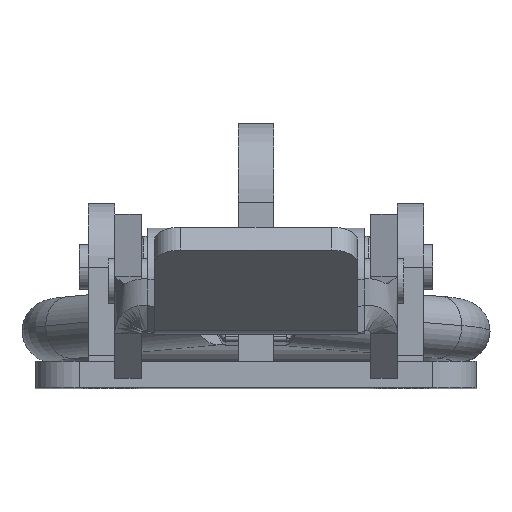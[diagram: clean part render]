
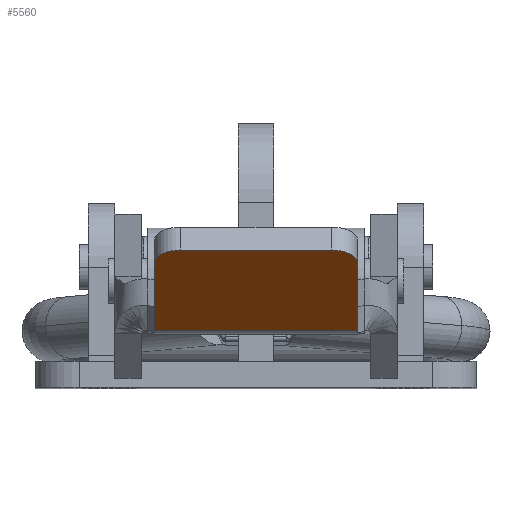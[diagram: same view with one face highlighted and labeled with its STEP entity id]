
A CAD part, top view. The second image highlights one B-rep face of the part: STEP entity #5560.
In plain terms, the highlighted face is planar.
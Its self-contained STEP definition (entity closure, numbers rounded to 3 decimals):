
#182 = CARTESIAN_POINT ( 'NONE',  ( 11.5, -12.617, -2.872 ) ) ;
#252 = LINE ( 'NONE', #3464, #5090 ) ;
#273 = EDGE_CURVE ( 'NONE', #3172, #1039, #2155, .T. ) ;
#342 = CARTESIAN_POINT ( 'NONE',  ( 8.5, -12.617, -2.872 ) ) ;
#456 = VERTEX_POINT ( 'NONE', #597 ) ;
#597 = CARTESIAN_POINT ( 'NONE',  ( 11.5, -0.874, -16.866 ) ) ;
#677 = DIRECTION ( 'NONE',  ( -1., 0., 0. ) ) ;
#981 = ORIENTED_EDGE ( 'NONE', *, *, #273, .T. ) ;
#1028 = DIRECTION ( 'NONE',  ( 0., 0.643, -0.766 ) ) ;
#1039 = VERTEX_POINT ( 'NONE', #4691 ) ;
#1094 = EDGE_CURVE ( 'NONE', #1039, #456, #2113, .T. ) ;
#1163 = CARTESIAN_POINT ( 'NONE',  ( -8.5, -10.688, -5.17 ) ) ;
#1195 = VERTEX_POINT ( 'NONE', #2161 ) ;
#1283 = EDGE_CURVE ( 'NONE', #2842, #3172, #5857, .T. ) ;
#1430 = EDGE_CURVE ( 'NONE', #5933, #1195, #5013, .T. ) ;
#2002 = CARTESIAN_POINT ( 'NONE',  ( 11.5, -12.617, -2.872 ) ) ;
#2113 = LINE ( 'NONE', #182, #5263 ) ;
#2155 = CIRCLE ( 'NONE', #4257, 3. ) ;
#2161 = CARTESIAN_POINT ( 'NONE',  ( -11.5, -10.688, -5.17 ) ) ;
#2842 = VERTEX_POINT ( 'NONE', #2855 ) ;
#2855 = CARTESIAN_POINT ( 'NONE',  ( -8.5, -12.617, -2.872 ) ) ;
#2928 = DIRECTION ( 'NONE',  ( 1., 0., 0. ) ) ;
#2937 = ORIENTED_EDGE ( 'NONE', *, *, #5150, .T. ) ;
#3172 = VERTEX_POINT ( 'NONE', #342 ) ;
#3464 = CARTESIAN_POINT ( 'NONE',  ( 23.201, -0.874, -16.866 ) ) ;
#3798 = EDGE_LOOP ( 'NONE', ( #5250, #2937, #4181, #981, #6112, #5888 ) ) ;
#3807 = AXIS2_PLACEMENT_3D ( 'NONE', #4102, #4022, #4008 ) ;
#4008 = DIRECTION ( 'NONE',  ( 0., 0.643, -0.766 ) ) ;
#4022 = DIRECTION ( 'NONE',  ( 0., -0.766, -0.643 ) ) ;
#4102 = CARTESIAN_POINT ( 'NONE',  ( 23.201, 61.947, -91.733 ) ) ;
#4181 = ORIENTED_EDGE ( 'NONE', *, *, #1283, .T. ) ;
#4257 = AXIS2_PLACEMENT_3D ( 'NONE', #6044, #6071, #6000 ) ;
#4367 = PLANE ( 'NONE',  #3807 ) ;
#4496 = DIRECTION ( 'NONE',  ( 0., 0.766, 0.643 ) ) ;
#4691 = CARTESIAN_POINT ( 'NONE',  ( 11.5, -10.688, -5.17 ) ) ;
#4763 = AXIS2_PLACEMENT_3D ( 'NONE', #1163, #4496, #5677 ) ;
#4932 = CARTESIAN_POINT ( 'NONE',  ( -11.5, -0.874, -16.866 ) ) ;
#5013 = LINE ( 'NONE', #5899, #5213 ) ;
#5088 = DIRECTION ( 'NONE',  ( 0., -0.643, 0.766 ) ) ;
#5090 = VECTOR ( 'NONE', #677, 1000. ) ;
#5150 = EDGE_CURVE ( 'NONE', #1195, #2842, #5487, .T. ) ;
#5213 = VECTOR ( 'NONE', #5088, 1000. ) ;
#5250 = ORIENTED_EDGE ( 'NONE', *, *, #1430, .T. ) ;
#5263 = VECTOR ( 'NONE', #1028, 1000. ) ;
#5409 = FACE_OUTER_BOUND ( 'NONE', #3798, .T. ) ;
#5487 = CIRCLE ( 'NONE', #4763, 3. ) ;
#5554 = VECTOR ( 'NONE', #2928, 1000. ) ;
#5560 = ADVANCED_FACE ( 'NONE', ( #5409 ), #4367, .F. ) ;
#5583 = EDGE_CURVE ( 'NONE', #456, #5933, #252, .T. ) ;
#5677 = DIRECTION ( 'NONE',  ( 0., 0.643, -0.766 ) ) ;
#5857 = LINE ( 'NONE', #2002, #5554 ) ;
#5888 = ORIENTED_EDGE ( 'NONE', *, *, #5583, .T. ) ;
#5899 = CARTESIAN_POINT ( 'NONE',  ( -11.5, -12.617, -2.872 ) ) ;
#5933 = VERTEX_POINT ( 'NONE', #4932 ) ;
#6000 = DIRECTION ( 'NONE',  ( 0., 0.643, -0.766 ) ) ;
#6044 = CARTESIAN_POINT ( 'NONE',  ( 8.5, -10.688, -5.17 ) ) ;
#6071 = DIRECTION ( 'NONE',  ( 0., 0.766, 0.643 ) ) ;
#6112 = ORIENTED_EDGE ( 'NONE', *, *, #1094, .T. ) ;
